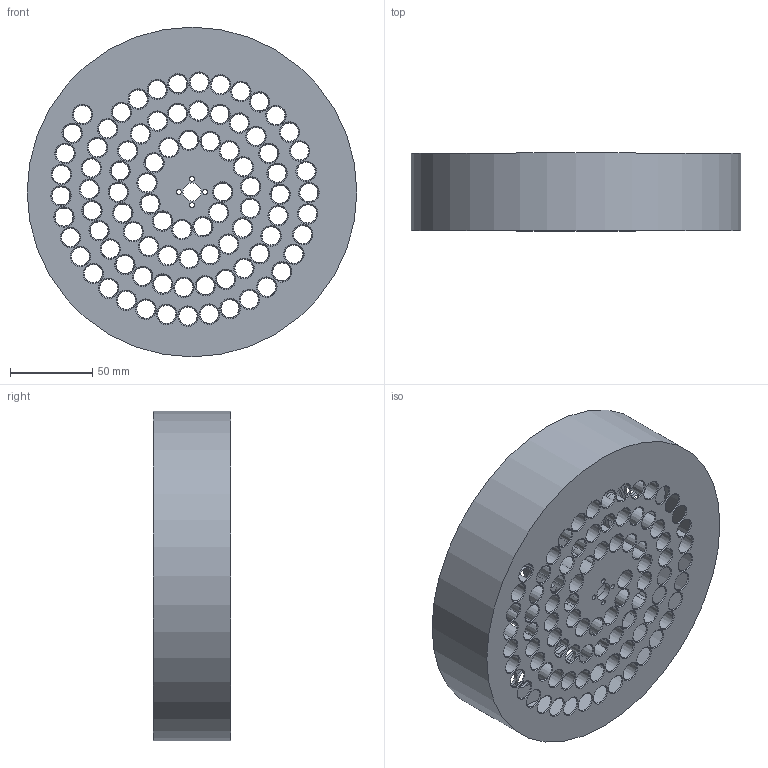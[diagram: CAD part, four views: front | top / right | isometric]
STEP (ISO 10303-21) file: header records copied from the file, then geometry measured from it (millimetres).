
FILE_DESCRIPTION(/* description */ (''),/* implementation_level */ '2;1');
FILE_NAME(/* name */ 'Blank tube rack v3.step',/* time_stamp */ '2021-01-26T22:17:16-08:00',/* author */ (''),/* organization */ (''),/* preprocessor_version */ 'ST-DEVELOPER v18.1',/* originating_system */ 'Autodesk Translation Framework v9.7.1.1290',/* authorisation */ '');
FILE_SCHEMA (('AUTOMOTIVE_DESIGN { 1 0 10303 214 3 1 1 }'));
Length unit declared in the file: millimetre
Products named in the file (1): Blank tube rack
Bounding box: 200 x 47 x 200 mm (x, y, z)
Volume: 1020980 mm3; surface area: 217642.2 mm2
Topology: 1 solids, 1 shells, 282 faces, 662 edges, 383 vertices
Faces by surface type: cone 176, cylinder 95, plane 7, bspline 4
Full cylindrical faces by diameter (mm): 3 x4, 11 x89, 23 x1, 200 x1
Entity records: 10482 total; most frequent: CARTESIAN_POINT 3387, DIRECTION 1583, ORIENTED_EDGE 1324, EDGE_CURVE 662, AXIS2_PLACEMENT_3D 648, EDGE_LOOP 469, VERTEX_POINT 383, CIRCLE 369
